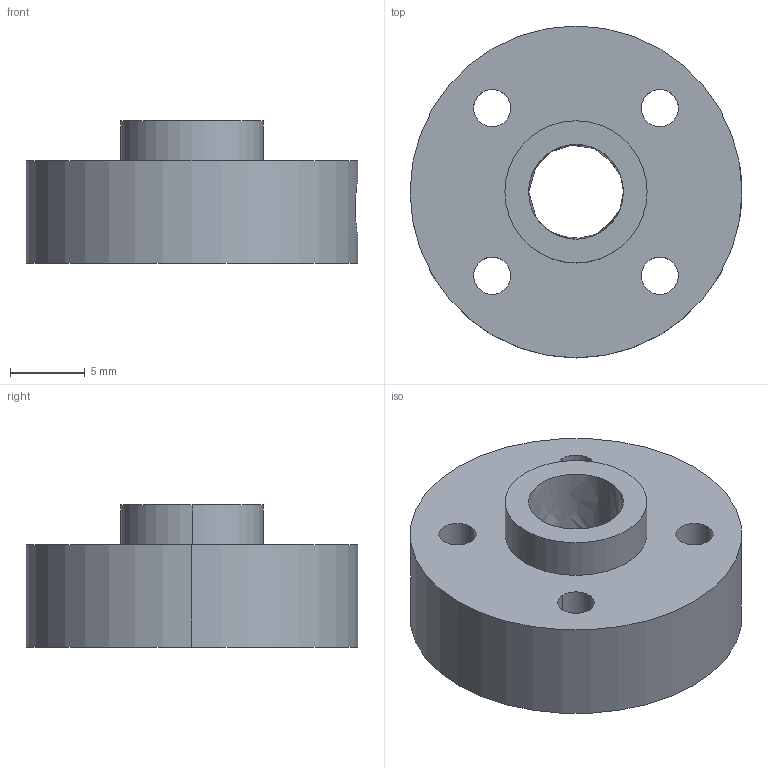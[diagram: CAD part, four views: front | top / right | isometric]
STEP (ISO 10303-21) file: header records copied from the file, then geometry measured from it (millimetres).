
FILE_DESCRIPTION((''),'2;1');
FILE_NAME('Set Screw Hub.stp','2008-01-03T17:52:54',('Owner'),(''),'Autodesk Inventor (R) 6.0','Autodesk Inventor (R) 6.0','');
FILE_SCHEMA(('AUTOMOTIVE_DESIGN { 1 0 10303 214 1 1 1 1 }'));
Length unit declared in the file: inch
Products named in the file (1): Set Screw Hub
Bounding box: 22.23 x 22.23 x 9.53 mm (x, y, z)
Volume: 2316.2 mm3; surface area: 1713.2 mm2
Topology: 1 solids, 1 shells, 19 faces, 54 edges, 36 vertices
Faces by surface type: bspline 12, cylinder 4, plane 3
Entity records: 897 total; most frequent: CARTESIAN_POINT 386, ORIENTED_EDGE 108, DIRECTION 90, EDGE_CURVE 54, AXIS2_PLACEMENT_3D 36, VERTEX_POINT 36, EDGE_LOOP 30, CIRCLE 28
